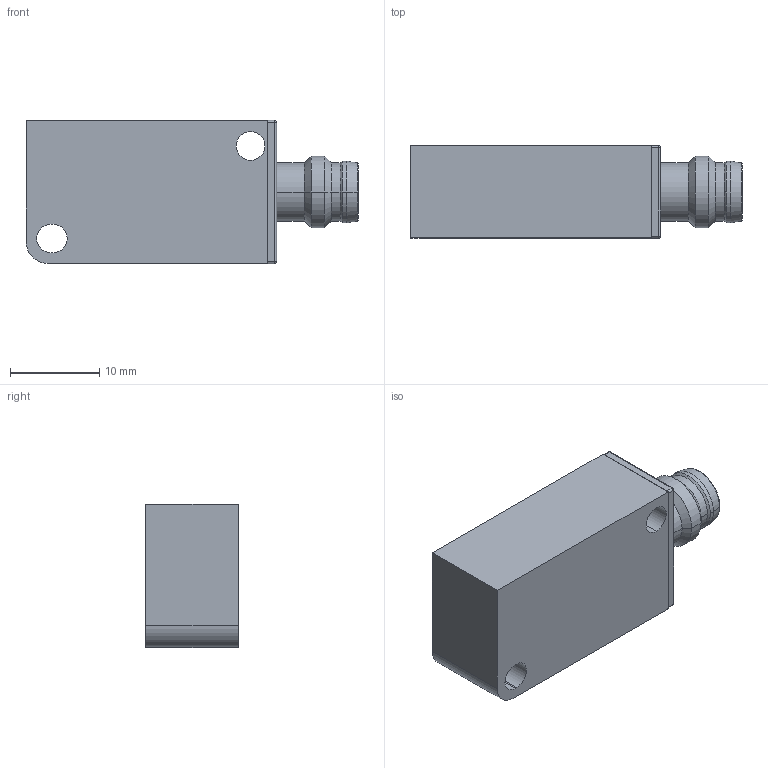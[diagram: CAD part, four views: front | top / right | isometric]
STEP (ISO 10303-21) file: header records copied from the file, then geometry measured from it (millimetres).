
FILE_DESCRIPTION (( 'STEP AP214' ), '1' );
FILE_NAME ('DR10-AP-2F.step', '2018-04-12T19:49:27', ( '' ), ( '' ), 'SwSTEP 2.0', 'SolidWorks 2017', '' );
FILE_SCHEMA (( 'AUTOMOTIVE_DESIGN' ));
Length unit declared in the file: inch
Products named in the file (1): DR10-AP-2F
Bounding box: 37.1 x 10.3 x 16 mm (x, y, z)
Volume: 4723.3 mm3; surface area: 3264.3 mm2
Topology: 7 solids, 7 shells, 130 faces, 279 edges, 176 vertices
Faces by surface type: cylinder 73, plane 41, cone 12, bspline 4
Entity records: 5411 total; most frequent: DIRECTION 689, CARTESIAN_POINT 642, ORIENTED_EDGE 550, AXIS2_PLACEMENT_3D 287, EDGE_CURVE 275, VERTEX_POINT 176, EDGE_LOOP 161, CIRCLE 160
